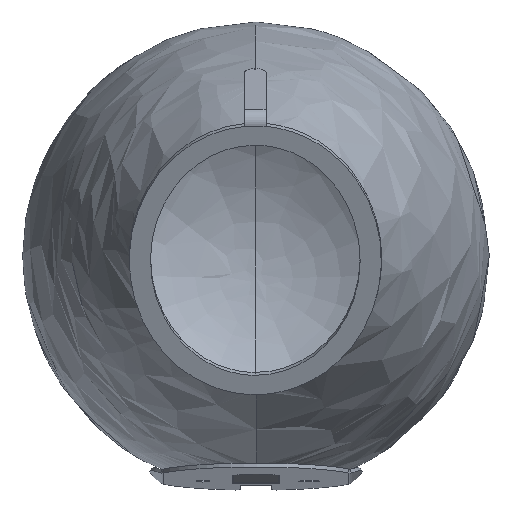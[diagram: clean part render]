
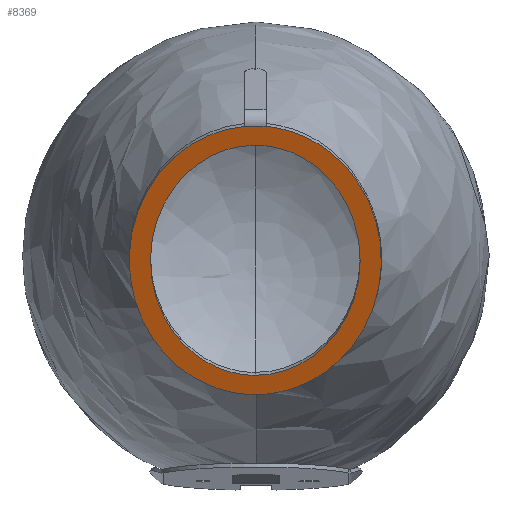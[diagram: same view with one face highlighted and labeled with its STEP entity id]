
A CAD part, front view. The second image highlights one B-rep face of the part: STEP entity #8369.
In plain terms, the highlighted face is planar.
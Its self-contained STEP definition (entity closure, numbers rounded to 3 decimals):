
#126 =( BOUNDED_CURVE ( )  B_SPLINE_CURVE ( 3, ( #4146, #1854, #6956, #6240, #2639, #4880, #1875 ),
 .UNSPECIFIED., .F., .F. ) 
 B_SPLINE_CURVE_WITH_KNOTS ( ( 4, 3, 4 ),
 ( 0.085, 3.142, 6.198 ),
 .UNSPECIFIED. ) 
 CURVE ( )  GEOMETRIC_REPRESENTATION_ITEM ( )  RATIONAL_B_SPLINE_CURVE ( ( 1., 0.362, 0.362, 1., 0.362, 0.362, 1. ) ) 
 REPRESENTATION_ITEM ( '' )  );
#660 = VERTEX_POINT ( 'NONE', #6000 ) ;
#1108 = ORIENTED_EDGE ( 'NONE', *, *, #3908, .T. ) ;
#1348 = ORIENTED_EDGE ( 'NONE', *, *, #4228, .F. ) ;
#1539 = CARTESIAN_POINT ( 'NONE',  ( 363.72, 578.753, 0. ) ) ;
#1569 = ORIENTED_EDGE ( 'NONE', *, *, #5767, .T. ) ;
#1614 = CARTESIAN_POINT ( 'NONE',  ( 442.721, 485.753, 0. ) ) ;
#1759 = DIRECTION ( 'NONE',  ( 0., 0., 1. ) ) ;
#1854 = CARTESIAN_POINT ( 'NONE',  ( 351.543, 577.84, 0. ) ) ;
#1875 = CARTESIAN_POINT ( 'NONE',  ( 446.776, 586.377, 0. ) ) ;
#1911 = CARTESIAN_POINT ( 'NONE',  ( 446.776, 586.377, 0. ) ) ;
#2224 = VECTOR ( 'NONE', #9386, 1000. ) ;
#2308 = CARTESIAN_POINT ( 'NONE',  ( 438.666, 586.377, 0. ) ) ;
#2506 = CARTESIAN_POINT ( 'NONE',  ( 521.722, 485.753, 0. ) ) ;
#2639 = CARTESIAN_POINT ( 'NONE',  ( 530.163, 477.93, 0. ) ) ;
#3133 = CARTESIAN_POINT ( 'NONE',  ( 363.72, 485.753, 0. ) ) ;
#3173 = PLANE ( 'NONE',  #3452 ) ;
#3205 = DIRECTION ( 'NONE',  ( 1., 0., 0. ) ) ;
#3436 = FACE_OUTER_BOUND ( 'NONE', #4346, .T. ) ;
#3452 = AXIS2_PLACEMENT_3D ( 'NONE', #9033, #1759, #3205 ) ;
#3457 = CARTESIAN_POINT ( 'NONE',  ( 438.666, 586.377, 0. ) ) ;
#3500 = EDGE_CURVE ( 'NONE', #660, #8169, #3513, .T. ) ;
#3513 =( BOUNDED_CURVE ( )  B_SPLINE_CURVE ( 3, ( #3840, #1539, #3133, #1614 ),
 .UNSPECIFIED., .F., .F. ) 
 B_SPLINE_CURVE_WITH_KNOTS ( ( 4, 4 ),
 ( 3.142, 6.283 ),
 .UNSPECIFIED. ) 
 CURVE ( )  GEOMETRIC_REPRESENTATION_ITEM ( )  RATIONAL_B_SPLINE_CURVE ( ( 1., 0.333, 0.333, 1. ) ) 
 REPRESENTATION_ITEM ( '' )  );
#3840 = CARTESIAN_POINT ( 'NONE',  ( 442.721, 578.753, 0. ) ) ;
#3908 = EDGE_CURVE ( 'NONE', #7054, #3909, #126, .T. ) ;
#3909 = VERTEX_POINT ( 'NONE', #1911 ) ;
#4146 = CARTESIAN_POINT ( 'NONE',  ( 438.666, 586.377, 0. ) ) ;
#4228 = EDGE_CURVE ( 'NONE', #8169, #660, #9345, .T. ) ;
#4345 = CARTESIAN_POINT ( 'NONE',  ( 442.721, 485.753, 0. ) ) ;
#4346 = EDGE_LOOP ( 'NONE', ( #1108, #1569 ) ) ;
#4697 = CARTESIAN_POINT ( 'NONE',  ( 521.722, 578.753, 0. ) ) ;
#4880 = CARTESIAN_POINT ( 'NONE',  ( 533.899, 577.84, 0. ) ) ;
#5767 = EDGE_CURVE ( 'NONE', #3909, #7054, #6099, .T. ) ;
#6000 = CARTESIAN_POINT ( 'NONE',  ( 442.721, 578.753, 0. ) ) ;
#6099 = LINE ( 'NONE', #3457, #2224 ) ;
#6100 = EDGE_LOOP ( 'NONE', ( #1348, #7787 ) ) ;
#6171 = CARTESIAN_POINT ( 'NONE',  ( 442.721, 578.753, 0. ) ) ;
#6240 = CARTESIAN_POINT ( 'NONE',  ( 442.721, 477.93, 0. ) ) ;
#6956 = CARTESIAN_POINT ( 'NONE',  ( 355.279, 477.93, 0. ) ) ;
#7054 = VERTEX_POINT ( 'NONE', #2308 ) ;
#7787 = ORIENTED_EDGE ( 'NONE', *, *, #3500, .F. ) ;
#8169 = VERTEX_POINT ( 'NONE', #4345 ) ;
#8315 = CARTESIAN_POINT ( 'NONE',  ( 442.721, 485.753, 0. ) ) ;
#8369 = ADVANCED_FACE ( 'NONE', ( #8568, #3436 ), #3173, .T. ) ;
#8568 = FACE_BOUND ( 'NONE', #6100, .T. ) ;
#9033 = CARTESIAN_POINT ( 'NONE',  ( 442.721, 532.253, 0. ) ) ;
#9345 =( BOUNDED_CURVE ( )  B_SPLINE_CURVE ( 3, ( #8315, #2506, #4697, #6171 ),
 .UNSPECIFIED., .F., .T. ) 
 B_SPLINE_CURVE_WITH_KNOTS ( ( 4, 4 ),
 ( 0., 3.142 ),
 .UNSPECIFIED. ) 
 CURVE ( )  GEOMETRIC_REPRESENTATION_ITEM ( )  RATIONAL_B_SPLINE_CURVE ( ( 1., 0.333, 0.333, 1. ) ) 
 REPRESENTATION_ITEM ( '' )  );
#9386 = DIRECTION ( 'NONE',  ( -1., 0., 0. ) ) ;
